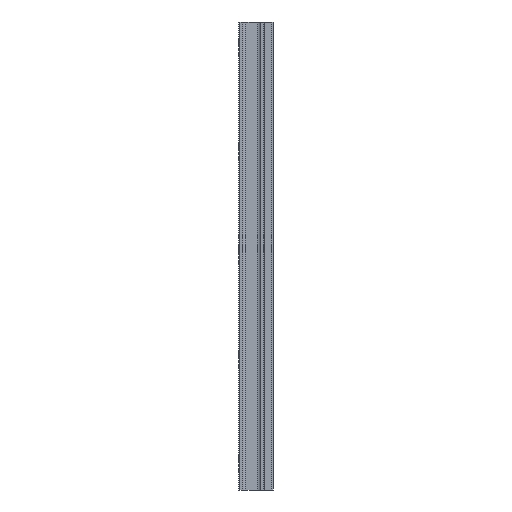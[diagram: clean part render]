
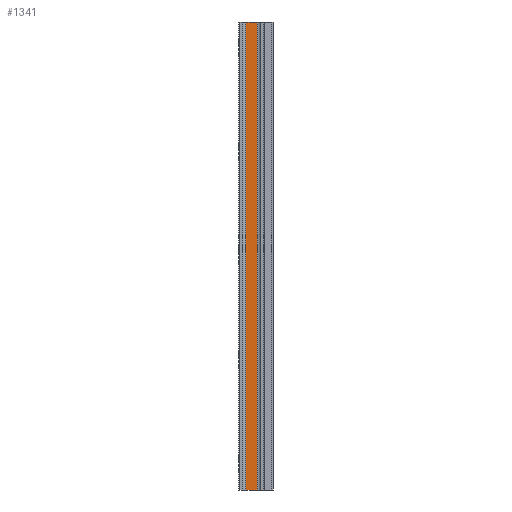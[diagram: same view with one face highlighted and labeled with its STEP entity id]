
A CAD part, left-side view. The second image highlights one B-rep face of the part: STEP entity #1341.
In plain terms, the highlighted planar face has unit normal (-1, 0, 0).
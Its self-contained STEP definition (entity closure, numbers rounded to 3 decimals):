
#14 = DIRECTION ( 'NONE',  ( 0., -1., 0. ) ) ;
#85 = CARTESIAN_POINT ( 'NONE',  ( -6.363, 15.852, 0. ) ) ;
#175 = VERTEX_POINT ( 'NONE', #411 ) ;
#197 = CARTESIAN_POINT ( 'NONE',  ( -6.363, 15.852, 270. ) ) ;
#257 = CARTESIAN_POINT ( 'NONE',  ( -6.363, 9.148, 270. ) ) ;
#260 = VERTEX_POINT ( 'NONE', #85 ) ;
#278 = VERTEX_POINT ( 'NONE', #197 ) ;
#305 = CARTESIAN_POINT ( 'NONE',  ( -6.363, 15.852, 270. ) ) ;
#359 = CARTESIAN_POINT ( 'NONE',  ( -6.363, 15.852, 270. ) ) ;
#368 = DIRECTION ( 'NONE',  ( 0., 0., -1. ) ) ;
#387 = DIRECTION ( 'NONE',  ( 0., 0., -1. ) ) ;
#411 = CARTESIAN_POINT ( 'NONE',  ( -6.363, 9.148, 270. ) ) ;
#546 = CARTESIAN_POINT ( 'NONE',  ( -6.363, 9.148, 0. ) ) ;
#548 = VERTEX_POINT ( 'NONE', #546 ) ;
#973 = EDGE_CURVE ( 'NONE', #278, #175, #1805, .T. ) ;
#1044 = AXIS2_PLACEMENT_3D ( 'NONE', #2714, #2711, #2710 ) ;
#1092 = EDGE_CURVE ( 'NONE', #175, #548, #1747, .T. ) ;
#1185 = EDGE_CURVE ( 'NONE', #278, #260, #1640, .T. ) ;
#1242 = EDGE_CURVE ( 'NONE', #260, #548, #1574, .T. ) ;
#1341 = ADVANCED_FACE ( 'NONE', ( #1383 ), #2713, .F. ) ;
#1383 = FACE_OUTER_BOUND ( 'NONE', #1913, .T. ) ;
#1564 = VECTOR ( 'NONE', #2791, 1000. ) ;
#1574 = LINE ( 'NONE', #2699, #1564 ) ;
#1639 = VECTOR ( 'NONE', #387, 1000. ) ;
#1640 = LINE ( 'NONE', #359, #1639 ) ;
#1747 = LINE ( 'NONE', #257, #1765 ) ;
#1765 = VECTOR ( 'NONE', #368, 1000. ) ;
#1797 = VECTOR ( 'NONE', #14, 1000. ) ;
#1805 = LINE ( 'NONE', #305, #1797 ) ;
#1913 = EDGE_LOOP ( 'NONE', ( #2100, #2099, #2098, #2097 ) ) ;
#2097 = ORIENTED_EDGE ( 'NONE', *, *, #1185, .T. ) ;
#2098 = ORIENTED_EDGE ( 'NONE', *, *, #973, .F. ) ;
#2099 = ORIENTED_EDGE ( 'NONE', *, *, #1092, .F. ) ;
#2100 = ORIENTED_EDGE ( 'NONE', *, *, #1242, .T. ) ;
#2699 = CARTESIAN_POINT ( 'NONE',  ( -6.363, 15.852, 0. ) ) ;
#2710 = DIRECTION ( 'NONE',  ( 0., 1., 0. ) ) ;
#2711 = DIRECTION ( 'NONE',  ( 1., 0., 0. ) ) ;
#2713 = PLANE ( 'NONE',  #1044 ) ;
#2714 = CARTESIAN_POINT ( 'NONE',  ( -6.363, 15.852, 270. ) ) ;
#2791 = DIRECTION ( 'NONE',  ( 0., -1., 0. ) ) ;
